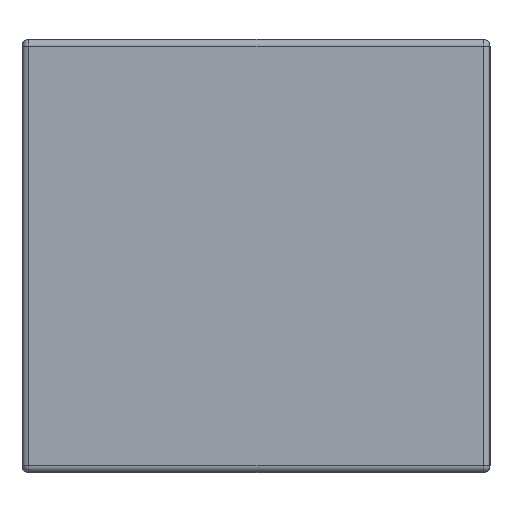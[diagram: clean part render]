
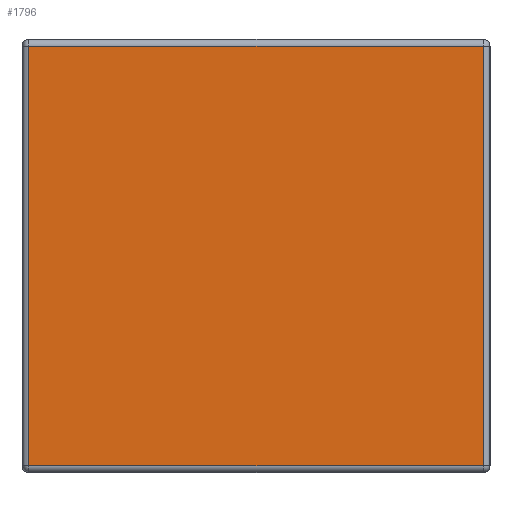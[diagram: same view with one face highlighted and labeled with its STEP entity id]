
A CAD part, left-side view. The second image highlights one B-rep face of the part: STEP entity #1796.
In plain terms, the highlighted planar face has unit normal (-1, 0, 0).
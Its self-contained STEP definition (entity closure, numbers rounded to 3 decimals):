
#18 = ORIENTED_EDGE ( 'NONE', *, *, #1542, .T. ) ;
#57 = EDGE_CURVE ( 'NONE', #1220, #767, #761, .T. ) ;
#162 = DIRECTION ( 'NONE',  ( 0., 1., 0. ) ) ;
#215 = VERTEX_POINT ( 'NONE', #535 ) ;
#261 = DIRECTION ( 'NONE',  ( 0., 0., -1. ) ) ;
#287 = DIRECTION ( 'NONE',  ( 1., 0., 0. ) ) ;
#289 = EDGE_CURVE ( 'NONE', #215, #1283, #405, .T. ) ;
#355 = VECTOR ( 'NONE', #261, 1000. ) ;
#367 = LINE ( 'NONE', #1061, #1277 ) ;
#381 = VECTOR ( 'NONE', #627, 1000. ) ;
#382 = FACE_OUTER_BOUND ( 'NONE', #1009, .T. ) ;
#403 = AXIS2_PLACEMENT_3D ( 'NONE', #1285, #287, #1119 ) ;
#405 = LINE ( 'NONE', #1528, #355 ) ;
#533 = CARTESIAN_POINT ( 'NONE',  ( -1., 0.02, 0.605 ) ) ;
#535 = CARTESIAN_POINT ( 'NONE',  ( -1., 1.33, 0.605 ) ) ;
#619 = CARTESIAN_POINT ( 'NONE',  ( -1., 0.02, -0.605 ) ) ;
#627 = DIRECTION ( 'NONE',  ( 0., 0., 1. ) ) ;
#711 = EDGE_CURVE ( 'NONE', #1283, #1220, #367, .T. ) ;
#729 = ORIENTED_EDGE ( 'NONE', *, *, #711, .T. ) ;
#746 = ORIENTED_EDGE ( 'NONE', *, *, #289, .T. ) ;
#761 = LINE ( 'NONE', #1175, #381 ) ;
#767 = VERTEX_POINT ( 'NONE', #533 ) ;
#880 = CARTESIAN_POINT ( 'NONE',  ( -1., 1.33, -0.605 ) ) ;
#1009 = EDGE_LOOP ( 'NONE', ( #746, #729, #1166, #18 ) ) ;
#1061 = CARTESIAN_POINT ( 'NONE',  ( -1., 1.35, -0.605 ) ) ;
#1119 = DIRECTION ( 'NONE',  ( 0., 0., -1. ) ) ;
#1166 = ORIENTED_EDGE ( 'NONE', *, *, #57, .T. ) ;
#1175 = CARTESIAN_POINT ( 'NONE',  ( -1., 0.02, 0.605 ) ) ;
#1220 = VERTEX_POINT ( 'NONE', #619 ) ;
#1277 = VECTOR ( 'NONE', #1615, 1000. ) ;
#1283 = VERTEX_POINT ( 'NONE', #880 ) ;
#1285 = CARTESIAN_POINT ( 'NONE',  ( -1., 1.35, 0.625 ) ) ;
#1432 = LINE ( 'NONE', #1574, #1475 ) ;
#1475 = VECTOR ( 'NONE', #162, 1000. ) ;
#1506 = PLANE ( 'NONE',  #403 ) ;
#1528 = CARTESIAN_POINT ( 'NONE',  ( -1., 1.33, 0.625 ) ) ;
#1542 = EDGE_CURVE ( 'NONE', #767, #215, #1432, .T. ) ;
#1574 = CARTESIAN_POINT ( 'NONE',  ( -1., 1.35, 0.605 ) ) ;
#1615 = DIRECTION ( 'NONE',  ( 0., -1., 0. ) ) ;
#1796 = ADVANCED_FACE ( 'NONE', ( #382 ), #1506, .F. ) ;
